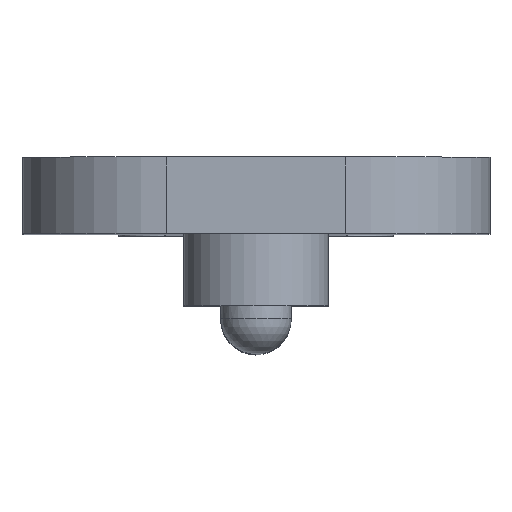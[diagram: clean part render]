
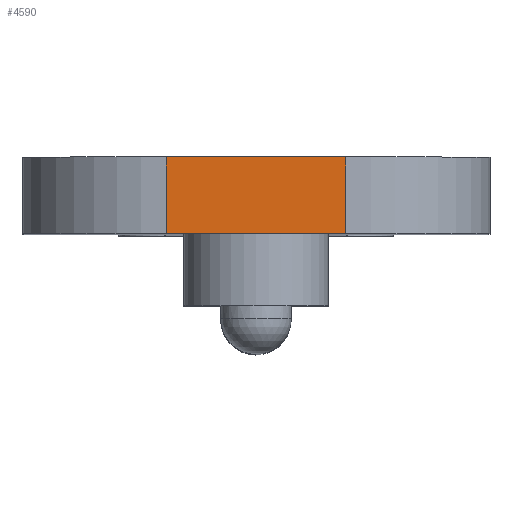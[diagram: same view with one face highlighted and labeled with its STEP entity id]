
A CAD part, top view. The second image highlights one B-rep face of the part: STEP entity #4590.
In plain terms, the highlighted planar face has unit normal (0, 0, 1).
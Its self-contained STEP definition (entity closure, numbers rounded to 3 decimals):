
#259 = PLANE('',#260);
#260 = AXIS2_PLACEMENT_3D('',#261,#262,#263);
#261 = CARTESIAN_POINT('',(49.84,-0.914,
    63.193));
#262 = DIRECTION('',(0.,1.,0.));
#263 = DIRECTION('',(0.,0.,1.));
#313 = PLANE('',#314);
#314 = AXIS2_PLACEMENT_3D('',#315,#316,#317);
#315 = CARTESIAN_POINT('',(49.84,4.386,
    63.193));
#316 = DIRECTION('',(0.,1.,0.));
#317 = DIRECTION('',(0.,0.,1.));
#1183 = VERTEX_POINT('',#1184);
#1184 = CARTESIAN_POINT('',(43.64,4.386,
    117.58));
#1203 = CYLINDRICAL_SURFACE('',#1204,10.);
#1204 = AXIS2_PLACEMENT_3D('',#1205,#1206,#1207);
#1205 = CARTESIAN_POINT('',(43.64,4.386,
    107.58));
#1206 = DIRECTION('',(0.,1.,0.));
#1207 = DIRECTION('',(1.,0.,0.));
#1215 = EDGE_CURVE('',#1183,#1216,#1218,.T.);
#1216 = VERTEX_POINT('',#1217);
#1217 = CARTESIAN_POINT('',(56.04,4.386,
    117.58));
#1218 = SURFACE_CURVE('',#1219,(#1223,#1230),.PCURVE_S1.);
#1219 = LINE('',#1220,#1221);
#1220 = CARTESIAN_POINT('',(43.64,4.386,
    117.58));
#1221 = VECTOR('',#1222,1.);
#1222 = DIRECTION('',(1.,0.,0.));
#1223 = PCURVE('',#313,#1224);
#1224 = DEFINITIONAL_REPRESENTATION('',(#1225),#1229);
#1225 = LINE('',#1226,#1227);
#1226 = CARTESIAN_POINT('',(54.387,-6.2));
#1227 = VECTOR('',#1228,1.);
#1228 = DIRECTION('',(0.,1.));
#1229 = ( GEOMETRIC_REPRESENTATION_CONTEXT(2) 
PARAMETRIC_REPRESENTATION_CONTEXT() REPRESENTATION_CONTEXT('2D SPACE',''
  ) );
#1230 = PCURVE('',#1231,#1236);
#1231 = PLANE('',#1232);
#1232 = AXIS2_PLACEMENT_3D('',#1233,#1234,#1235);
#1233 = CARTESIAN_POINT('',(49.84,1.736,
    117.58));
#1234 = DIRECTION('',(0.,0.,1.));
#1235 = DIRECTION('',(0.,1.,0.));
#1236 = DEFINITIONAL_REPRESENTATION('',(#1237),#1241);
#1237 = LINE('',#1238,#1239);
#1238 = CARTESIAN_POINT('',(2.65,6.2));
#1239 = VECTOR('',#1240,1.);
#1240 = DIRECTION('',(0.,-1.));
#1241 = ( GEOMETRIC_REPRESENTATION_CONTEXT(2) 
PARAMETRIC_REPRESENTATION_CONTEXT() REPRESENTATION_CONTEXT('2D SPACE',''
  ) );
#1264 = CYLINDRICAL_SURFACE('',#1265,10.);
#1265 = AXIS2_PLACEMENT_3D('',#1266,#1267,#1268);
#1266 = CARTESIAN_POINT('',(56.04,4.386,
    107.58));
#1267 = DIRECTION('',(0.,1.,0.));
#1268 = DIRECTION('',(1.,0.,0.));
#3021 = VERTEX_POINT('',#3022);
#3022 = CARTESIAN_POINT('',(43.64,-0.914,
    117.58));
#3048 = EDGE_CURVE('',#3021,#3049,#3051,.T.);
#3049 = VERTEX_POINT('',#3050);
#3050 = CARTESIAN_POINT('',(56.04,-0.914,
    117.58));
#3051 = SURFACE_CURVE('',#3052,(#3056,#3063),.PCURVE_S1.);
#3052 = LINE('',#3053,#3054);
#3053 = CARTESIAN_POINT('',(43.64,-0.914,
    117.58));
#3054 = VECTOR('',#3055,1.);
#3055 = DIRECTION('',(1.,0.,0.));
#3056 = PCURVE('',#259,#3057);
#3057 = DEFINITIONAL_REPRESENTATION('',(#3058),#3062);
#3058 = LINE('',#3059,#3060);
#3059 = CARTESIAN_POINT('',(54.387,-6.2));
#3060 = VECTOR('',#3061,1.);
#3061 = DIRECTION('',(0.,1.));
#3062 = ( GEOMETRIC_REPRESENTATION_CONTEXT(2) 
PARAMETRIC_REPRESENTATION_CONTEXT() REPRESENTATION_CONTEXT('2D SPACE',''
  ) );
#3063 = PCURVE('',#1231,#3064);
#3064 = DEFINITIONAL_REPRESENTATION('',(#3065),#3069);
#3065 = LINE('',#3066,#3067);
#3066 = CARTESIAN_POINT('',(-2.65,6.2));
#3067 = VECTOR('',#3068,1.);
#3068 = DIRECTION('',(0.,-1.));
#3069 = ( GEOMETRIC_REPRESENTATION_CONTEXT(2) 
PARAMETRIC_REPRESENTATION_CONTEXT() REPRESENTATION_CONTEXT('2D SPACE',''
  ) );
#4568 = EDGE_CURVE('',#1216,#3049,#4569,.T.);
#4569 = SURFACE_CURVE('',#4570,(#4574,#4581),.PCURVE_S1.);
#4570 = LINE('',#4571,#4572);
#4571 = CARTESIAN_POINT('',(56.04,1.086,
    117.58));
#4572 = VECTOR('',#4573,1.);
#4573 = DIRECTION('',(0.,-1.,0.));
#4574 = PCURVE('',#1264,#4575);
#4575 = DEFINITIONAL_REPRESENTATION('',(#4576),#4580);
#4576 = LINE('',#4577,#4578);
#4577 = CARTESIAN_POINT('',(-1.571,-3.3));
#4578 = VECTOR('',#4579,1.);
#4579 = DIRECTION('',(-0.,-1.));
#4580 = ( GEOMETRIC_REPRESENTATION_CONTEXT(2) 
PARAMETRIC_REPRESENTATION_CONTEXT() REPRESENTATION_CONTEXT('2D SPACE',''
  ) );
#4581 = PCURVE('',#1231,#4582);
#4582 = DEFINITIONAL_REPRESENTATION('',(#4583),#4587);
#4583 = LINE('',#4584,#4585);
#4584 = CARTESIAN_POINT('',(-0.65,-6.2));
#4585 = VECTOR('',#4586,1.);
#4586 = DIRECTION('',(-1.,0.));
#4587 = ( GEOMETRIC_REPRESENTATION_CONTEXT(2) 
PARAMETRIC_REPRESENTATION_CONTEXT() REPRESENTATION_CONTEXT('2D SPACE',''
  ) );
#4590 = ADVANCED_FACE('',(#4591),#1231,.T.);
#4591 = FACE_BOUND('',#4592,.T.);
#4592 = EDGE_LOOP('',(#4593,#4614,#4615,#4616));
#4593 = ORIENTED_EDGE('',*,*,#4594,.T.);
#4594 = EDGE_CURVE('',#1183,#3021,#4595,.T.);
#4595 = SURFACE_CURVE('',#4596,(#4600,#4607),.PCURVE_S1.);
#4596 = LINE('',#4597,#4598);
#4597 = CARTESIAN_POINT('',(43.64,4.386,
    117.58));
#4598 = VECTOR('',#4599,1.);
#4599 = DIRECTION('',(0.,-1.,0.));
#4600 = PCURVE('',#1231,#4601);
#4601 = DEFINITIONAL_REPRESENTATION('',(#4602),#4606);
#4602 = LINE('',#4603,#4604);
#4603 = CARTESIAN_POINT('',(2.65,6.2));
#4604 = VECTOR('',#4605,1.);
#4605 = DIRECTION('',(-1.,0.));
#4606 = ( GEOMETRIC_REPRESENTATION_CONTEXT(2) 
PARAMETRIC_REPRESENTATION_CONTEXT() REPRESENTATION_CONTEXT('2D SPACE',''
  ) );
#4607 = PCURVE('',#1203,#4608);
#4608 = DEFINITIONAL_REPRESENTATION('',(#4609),#4613);
#4609 = LINE('',#4610,#4611);
#4610 = CARTESIAN_POINT('',(-1.571,0.));
#4611 = VECTOR('',#4612,1.);
#4612 = DIRECTION('',(-0.,-1.));
#4613 = ( GEOMETRIC_REPRESENTATION_CONTEXT(2) 
PARAMETRIC_REPRESENTATION_CONTEXT() REPRESENTATION_CONTEXT('2D SPACE',''
  ) );
#4614 = ORIENTED_EDGE('',*,*,#3048,.T.);
#4615 = ORIENTED_EDGE('',*,*,#4568,.F.);
#4616 = ORIENTED_EDGE('',*,*,#1215,.F.);
